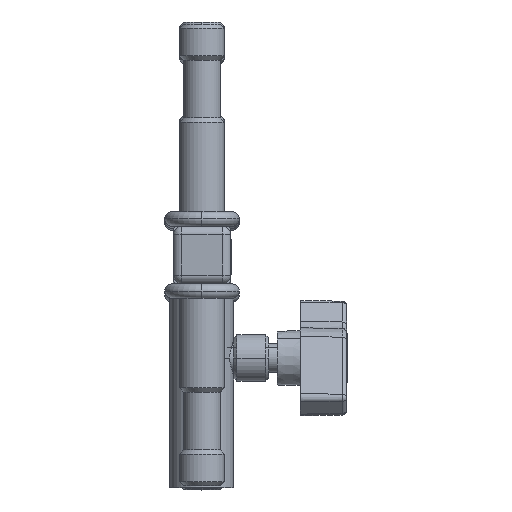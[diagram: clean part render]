
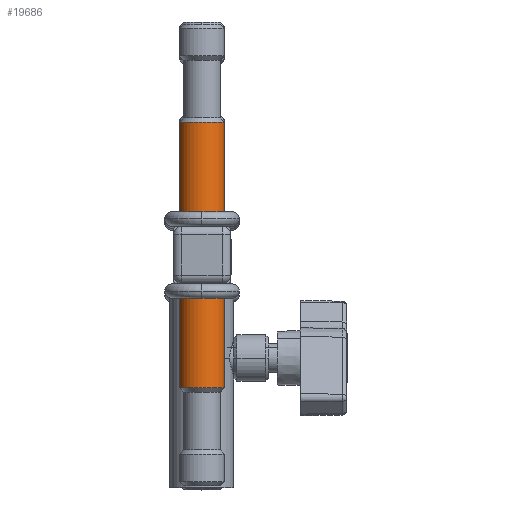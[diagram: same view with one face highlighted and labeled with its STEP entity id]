
A CAD part, top view. The second image highlights one B-rep face of the part: STEP entity #19686.
In plain terms, the highlighted cylindrical face has radius 7.938 mm (diameter 15.875 mm), a partial arc.
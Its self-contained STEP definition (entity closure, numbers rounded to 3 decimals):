
#1477 = CARTESIAN_POINT ( 'NONE',  ( -7.938, 0., -80. ) ) ;
#1948 = AXIS2_PLACEMENT_3D ( 'NONE', #22552, #12485, #24737 ) ;
#3166 = AXIS2_PLACEMENT_3D ( 'NONE', #10435, #20429, #10259 ) ;
#5254 = CARTESIAN_POINT ( 'NONE',  ( 7.938, 0., -80. ) ) ;
#5286 = ORIENTED_EDGE ( 'NONE', *, *, #15113, .T. ) ;
#5924 = CARTESIAN_POINT ( 'NONE',  ( -7.938, 0., 46. ) ) ;
#6099 = VECTOR ( 'NONE', #23858, 1000. ) ;
#7743 = EDGE_CURVE ( 'NONE', #13445, #23033, #17223, .T. ) ;
#8243 = FACE_OUTER_BOUND ( 'NONE', #11344, .T. ) ;
#8771 = VECTOR ( 'NONE', #9632, 1000. ) ;
#9632 = DIRECTION ( 'NONE',  ( 0., 0., -1. ) ) ;
#10165 = AXIS2_PLACEMENT_3D ( 'NONE', #10726, #16840, #10452 ) ;
#10259 = DIRECTION ( 'NONE',  ( -1., 0., 0. ) ) ;
#10435 = CARTESIAN_POINT ( 'NONE',  ( 0., 0., -80. ) ) ;
#10452 = DIRECTION ( 'NONE',  ( -1., 0., 0. ) ) ;
#10726 = CARTESIAN_POINT ( 'NONE',  ( 0., 0., 46. ) ) ;
#10842 = VERTEX_POINT ( 'NONE', #13621 ) ;
#11344 = EDGE_LOOP ( 'NONE', ( #15037, #19702, #5286, #11867 ) ) ;
#11867 = ORIENTED_EDGE ( 'NONE', *, *, #22881, .F. ) ;
#12485 = DIRECTION ( 'NONE',  ( 0., 0., 1. ) ) ;
#13445 = VERTEX_POINT ( 'NONE', #5924 ) ;
#13621 = CARTESIAN_POINT ( 'NONE',  ( -7.938, 0., -46. ) ) ;
#14592 = CARTESIAN_POINT ( 'NONE',  ( 7.938, 0., 46. ) ) ;
#14825 = EDGE_CURVE ( 'NONE', #23033, #26489, #20268, .T. ) ;
#15037 = ORIENTED_EDGE ( 'NONE', *, *, #7743, .T. ) ;
#15106 = CIRCLE ( 'NONE', #1948, 7.938 ) ;
#15113 = EDGE_CURVE ( 'NONE', #26489, #10842, #15106, .T. ) ;
#15235 = LINE ( 'NONE', #1477, #8771 ) ;
#16327 = CYLINDRICAL_SURFACE ( 'NONE', #3166, 7.938 ) ;
#16840 = DIRECTION ( 'NONE',  ( 0., 0., -1. ) ) ;
#17223 = CIRCLE ( 'NONE', #10165, 7.938 ) ;
#19686 = ADVANCED_FACE ( 'NONE', ( #8243 ), #16327, .T. ) ;
#19702 = ORIENTED_EDGE ( 'NONE', *, *, #14825, .T. ) ;
#20268 = LINE ( 'NONE', #5254, #6099 ) ;
#20429 = DIRECTION ( 'NONE',  ( 0., 0., -1. ) ) ;
#21126 = CARTESIAN_POINT ( 'NONE',  ( 7.938, 0., -46. ) ) ;
#22552 = CARTESIAN_POINT ( 'NONE',  ( 0., 0., -46. ) ) ;
#22881 = EDGE_CURVE ( 'NONE', #13445, #10842, #15235, .T. ) ;
#23033 = VERTEX_POINT ( 'NONE', #14592 ) ;
#23858 = DIRECTION ( 'NONE',  ( 0., 0., -1. ) ) ;
#24737 = DIRECTION ( 'NONE',  ( 1., 0., 0. ) ) ;
#26489 = VERTEX_POINT ( 'NONE', #21126 ) ;
